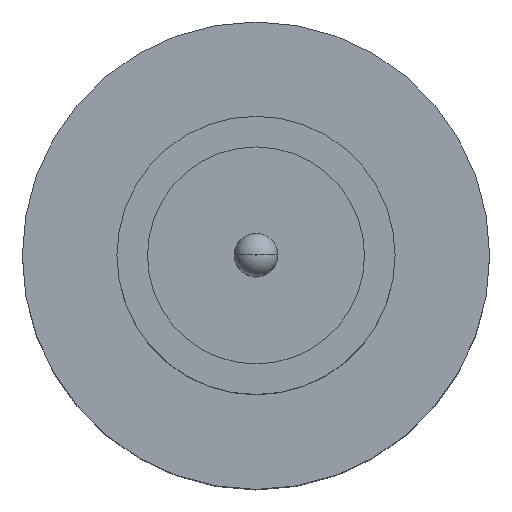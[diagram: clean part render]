
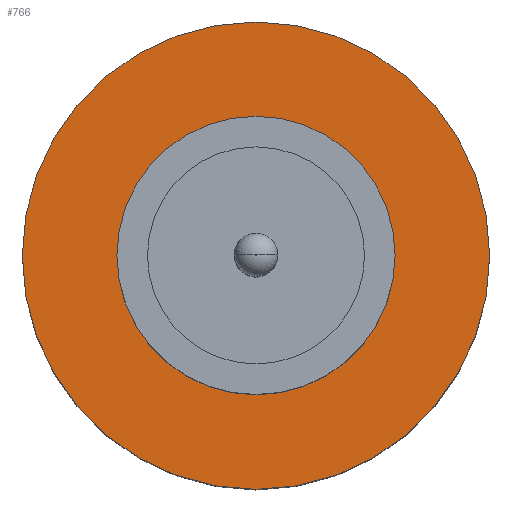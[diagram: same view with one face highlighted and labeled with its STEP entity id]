
A CAD part, top view. The second image highlights one B-rep face of the part: STEP entity #766.
In plain terms, the highlighted planar face has unit normal (0, 0, 1).
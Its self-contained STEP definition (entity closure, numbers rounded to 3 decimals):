
#17 = CARTESIAN_POINT ( 'NONE',  ( 1.25, 0., 1.55 ) ) ;
#42 = CARTESIAN_POINT ( 'NONE',  ( 0., 0., 1.55 ) ) ;
#72 = EDGE_LOOP ( 'NONE', ( #759, #225 ) ) ;
#80 = EDGE_CURVE ( 'NONE', #139, #833, #553, .T. ) ;
#114 = FACE_OUTER_BOUND ( 'NONE', #72, .T. ) ;
#115 = PLANE ( 'NONE',  #143 ) ;
#139 = VERTEX_POINT ( 'NONE', #716 ) ;
#143 = AXIS2_PLACEMENT_3D ( 'NONE', #42, #524, #324 ) ;
#225 = ORIENTED_EDGE ( 'NONE', *, *, #80, .T. ) ;
#232 = DIRECTION ( 'NONE',  ( 0., 0., 1. ) ) ;
#246 = CIRCLE ( 'NONE', #678, 1.25 ) ;
#305 = DIRECTION ( 'NONE',  ( 0., 0., 1. ) ) ;
#310 = DIRECTION ( 'NONE',  ( 1., 0., 0. ) ) ;
#324 = DIRECTION ( 'NONE',  ( 1., 0., 0. ) ) ;
#349 = DIRECTION ( 'NONE',  ( 0., 0., 1. ) ) ;
#419 = FACE_BOUND ( 'NONE', #648, .T. ) ;
#422 = DIRECTION ( 'NONE',  ( 1., 0., 0. ) ) ;
#424 = CARTESIAN_POINT ( 'NONE',  ( 0., 0., 1.55 ) ) ;
#435 = VERTEX_POINT ( 'NONE', #686 ) ;
#459 = ORIENTED_EDGE ( 'NONE', *, *, #689, .F. ) ;
#488 = DIRECTION ( 'NONE',  ( 1., 0., 0. ) ) ;
#498 = EDGE_CURVE ( 'NONE', #649, #435, #246, .T. ) ;
#500 = CARTESIAN_POINT ( 'NONE',  ( 0., 0., 1.55 ) ) ;
#524 = DIRECTION ( 'NONE',  ( 0., 0., 1. ) ) ;
#553 = CIRCLE ( 'NONE', #556, 2.1 ) ;
#556 = AXIS2_PLACEMENT_3D ( 'NONE', #500, #232, #488 ) ;
#621 = AXIS2_PLACEMENT_3D ( 'NONE', #664, #888, #896 ) ;
#630 = AXIS2_PLACEMENT_3D ( 'NONE', #643, #305, #310 ) ;
#643 = CARTESIAN_POINT ( 'NONE',  ( 0., 0., 1.55 ) ) ;
#648 = EDGE_LOOP ( 'NONE', ( #819, #459 ) ) ;
#649 = VERTEX_POINT ( 'NONE', #17 ) ;
#664 = CARTESIAN_POINT ( 'NONE',  ( 0., 0., 1.55 ) ) ;
#678 = AXIS2_PLACEMENT_3D ( 'NONE', #424, #349, #422 ) ;
#686 = CARTESIAN_POINT ( 'NONE',  ( -1.25, 0., 1.55 ) ) ;
#689 = EDGE_CURVE ( 'NONE', #435, #649, #781, .T. ) ;
#716 = CARTESIAN_POINT ( 'NONE',  ( 2.1, 0., 1.55 ) ) ;
#734 = CARTESIAN_POINT ( 'NONE',  ( -2.1, 0., 1.55 ) ) ;
#759 = ORIENTED_EDGE ( 'NONE', *, *, #903, .T. ) ;
#766 = ADVANCED_FACE ( 'NONE', ( #419, #114 ), #115, .T. ) ;
#781 = CIRCLE ( 'NONE', #630, 1.25 ) ;
#819 = ORIENTED_EDGE ( 'NONE', *, *, #498, .F. ) ;
#833 = VERTEX_POINT ( 'NONE', #734 ) ;
#836 = CIRCLE ( 'NONE', #621, 2.1 ) ;
#888 = DIRECTION ( 'NONE',  ( 0., 0., 1. ) ) ;
#896 = DIRECTION ( 'NONE',  ( 1., 0., 0. ) ) ;
#903 = EDGE_CURVE ( 'NONE', #833, #139, #836, .T. ) ;
